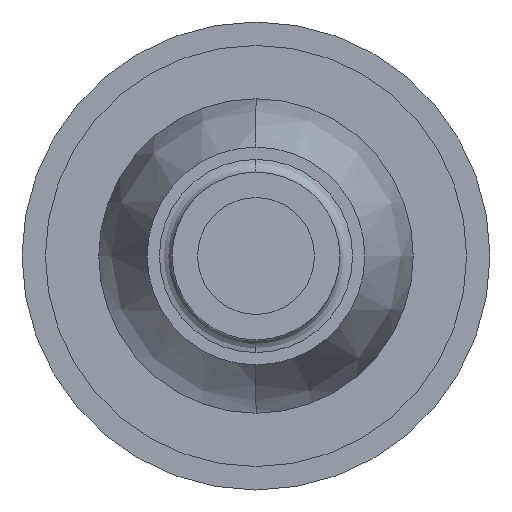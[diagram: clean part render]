
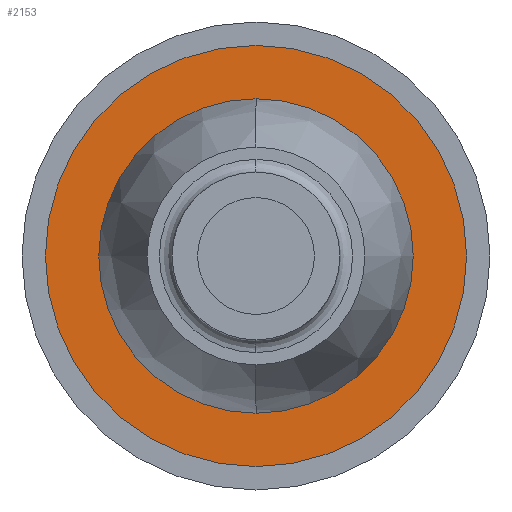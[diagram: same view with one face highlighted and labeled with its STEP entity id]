
A CAD part, left-side view. The second image highlights one B-rep face of the part: STEP entity #2153.
In plain terms, the highlighted face is planar.
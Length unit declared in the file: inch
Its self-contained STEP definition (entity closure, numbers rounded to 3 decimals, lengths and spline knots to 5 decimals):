
#1607=CARTESIAN_POINT('',(-0.2317,-0.27169,0.0));
#1608=VERTEX_POINT('',#1607);
#1617=CARTESIAN_POINT('',(0.26437,-0.27169,0.));
#1618=VERTEX_POINT('',#1617);
#1619=CARTESIAN_POINT('',(0.01634,-0.27169,0.0));
#1620=DIRECTION('',(0.0,1.0,0.0));
#1621=DIRECTION('',(-1.0,0.0,0.0));
#1622=AXIS2_PLACEMENT_3D('',#1619,#1620,#1621);
#1623=CIRCLE('',#1622,0.24803);
#1624=EDGE_CURVE('',#1618,#1608,#1623,.T.);
#1748=CARTESIAN_POINT('',(0.01634,-0.27169,0.13821));
#1749=VERTEX_POINT('',#1748);
#1759=CARTESIAN_POINT('',(0.01634,-0.27169,-0.13821));
#1760=VERTEX_POINT('',#1759);
#1761=CARTESIAN_POINT('',(0.01634,-0.27169,0.0));
#1762=DIRECTION('',(0.0,1.0,0.0));
#1763=DIRECTION('',(1.0,0.0,0.0));
#1764=AXIS2_PLACEMENT_3D('',#1761,#1762,#1763);
#1765=CIRCLE('',#1764,0.13821);
#1766=EDGE_CURVE('',#1749,#1760,#1765,.T.);
#2114=CARTESIAN_POINT('',(-0.12188,-0.27169,0.0));
#2115=VERTEX_POINT('',#2114);
#2116=CARTESIAN_POINT('',(0.01634,-0.27169,0.0));
#2117=DIRECTION('',(0.0,1.0,0.0));
#2118=DIRECTION('',(1.0,0.0,0.0));
#2119=AXIS2_PLACEMENT_3D('',#2116,#2117,#2118);
#2120=CIRCLE('',#2119,0.13821);
#2121=EDGE_CURVE('',#1760,#2115,#2120,.T.);
#2123=CARTESIAN_POINT('',(0.01634,-0.27169,0.0));
#2124=DIRECTION('',(0.0,1.0,0.0));
#2125=DIRECTION('',(1.0,0.0,0.0));
#2126=AXIS2_PLACEMENT_3D('',#2123,#2124,#2125);
#2127=CIRCLE('',#2126,0.13821);
#2128=EDGE_CURVE('',#2115,#1749,#2127,.T.);
#2133=CARTESIAN_POINT('',(-0.17179,-0.27169,0.0));
#2134=DIRECTION('',(0.0,1.0,0.0));
#2135=DIRECTION('',(0.0,0.0,1.0));
#2136=AXIS2_PLACEMENT_3D('',#2133,#2134,#2135);
#2137=PLANE('',#2136);
#2138=CARTESIAN_POINT('',(0.01634,-0.27169,0.0));
#2139=DIRECTION('',(0.0,1.0,0.0));
#2140=DIRECTION('',(-1.0,0.0,0.0));
#2141=AXIS2_PLACEMENT_3D('',#2138,#2139,#2140);
#2142=CIRCLE('',#2141,0.24803);
#2143=EDGE_CURVE('',#1608,#1618,#2142,.T.);
#2144=ORIENTED_EDGE('',*,*,#2143,.T.);
#2145=ORIENTED_EDGE('',*,*,#1624,.T.);
#2146=EDGE_LOOP('',(#2144,#2145));
#2147=FACE_OUTER_BOUND('',#2146,.T.);
#2148=ORIENTED_EDGE('',*,*,#2128,.F.);
#2149=ORIENTED_EDGE('',*,*,#2121,.F.);
#2150=ORIENTED_EDGE('',*,*,#1766,.F.);
#2151=EDGE_LOOP('',(#2148,#2149,#2150));
#2152=FACE_BOUND('',#2151,.T.);
#2153=ADVANCED_FACE('',(#2147,#2152),#2137,.T.);
